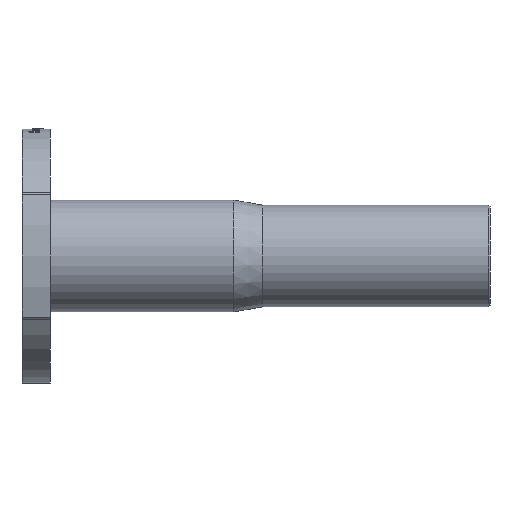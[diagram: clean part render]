
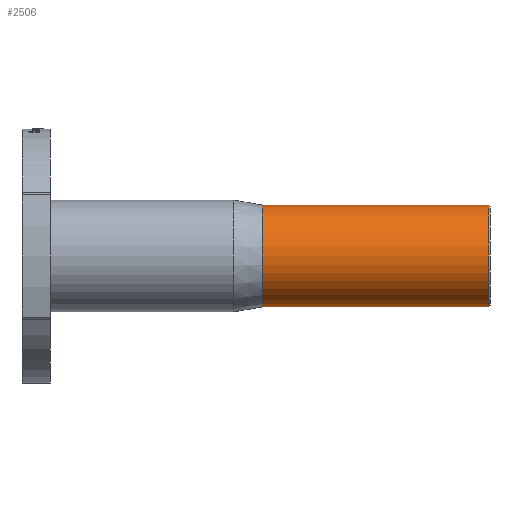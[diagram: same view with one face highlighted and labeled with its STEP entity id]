
A CAD part, left-side view. The second image highlights one B-rep face of the part: STEP entity #2506.
In plain terms, the highlighted cylindrical face has radius 2.5 mm (diameter 5 mm), a partial arc.
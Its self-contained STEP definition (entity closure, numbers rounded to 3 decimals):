
#40 = DIRECTION ( 'NONE',  ( 0., 0., -1. ) ) ;
#65 = CARTESIAN_POINT ( 'NONE',  ( 0., 0., 0. ) ) ;
#190 = FACE_OUTER_BOUND ( 'NONE', #381, .T. ) ;
#373 = EDGE_CURVE ( 'Defeature ausgef�hrt1_0+Defeature ausgef�hrt1_14+Defeature ausgef�hrt1_14+Defeature ausgef�hrt1_14', #415, #3832, #775, .T. ) ;
#374 = DIRECTION ( 'NONE',  ( 0., 0., 1. ) ) ;
#381 = EDGE_LOOP ( 'NONE', ( #1388, #1931, #464, #3997 ) ) ;
#397 = CIRCLE ( 'NONE', #2878, 2.5 ) ;
#415 = VERTEX_POINT ( 'NONE', #2239 ) ;
#464 = ORIENTED_EDGE ( 'NONE', *, *, #2874, .T. ) ;
#682 = CYLINDRICAL_SURFACE ( 'NONE', #3261, 2.5 ) ;
#749 = CARTESIAN_POINT ( 'NONE',  ( 0., -10.818, 2.5 ) ) ;
#775 = CIRCLE ( 'NONE', #1193, 2.5 ) ;
#950 = CARTESIAN_POINT ( 'NONE',  ( 0., -21.95, 0. ) ) ;
#988 = CARTESIAN_POINT ( 'NONE',  ( 0., -21.95, 2.5 ) ) ;
#1193 = AXIS2_PLACEMENT_3D ( 'NONE', #950, #3482, #40 ) ;
#1388 = ORIENTED_EDGE ( 'NONE', *, *, #2500, .F. ) ;
#1534 = LINE ( 'NONE', #3892, #1636 ) ;
#1626 = VERTEX_POINT ( 'NONE', #749 ) ;
#1631 = DIRECTION ( 'NONE',  ( 0., 0., 1. ) ) ;
#1636 = VECTOR ( 'NONE', #1960, 1000. ) ;
#1648 = VERTEX_POINT ( 'NONE', #1741 ) ;
#1741 = CARTESIAN_POINT ( 'NONE',  ( 0., -10.818, -2.5 ) ) ;
#1931 = ORIENTED_EDGE ( 'NONE', *, *, #373, .T. ) ;
#1960 = DIRECTION ( 'NONE',  ( 0., 1., 0. ) ) ;
#2239 = CARTESIAN_POINT ( 'NONE',  ( 0., -21.95, -2.5 ) ) ;
#2265 = CARTESIAN_POINT ( 'NONE',  ( 0., -10.818, 0. ) ) ;
#2335 = VECTOR ( 'NONE', #2802, 1000. ) ;
#2500 = EDGE_CURVE ( 'NONE', #415, #1648, #1534, .T. ) ;
#2506 = ADVANCED_FACE ( 'Defeature ausgef�hrt1_0', ( #190 ), #682, .T. ) ;
#2552 = LINE ( 'NONE', #2822, #2335 ) ;
#2802 = DIRECTION ( 'NONE',  ( 0., 1., 0. ) ) ;
#2822 = CARTESIAN_POINT ( 'NONE',  ( 0., 0., 2.5 ) ) ;
#2874 = EDGE_CURVE ( 'NONE', #3832, #1626, #2552, .T. ) ;
#2878 = AXIS2_PLACEMENT_3D ( 'NONE', #2265, #3612, #1631 ) ;
#3261 = AXIS2_PLACEMENT_3D ( 'NONE', #65, #3905, #374 ) ;
#3482 = DIRECTION ( 'NONE',  ( 0., 1., 0. ) ) ;
#3612 = DIRECTION ( 'NONE',  ( 0., 1., 0. ) ) ;
#3832 = VERTEX_POINT ( 'NONE', #988 ) ;
#3871 = EDGE_CURVE ( 'Defeature ausgef�hrt1_4+Defeature ausgef�hrt1_0+Defeature ausgef�hrt1_0+Defeature ausgef�hrt1_0', #1648, #1626, #397, .T. ) ;
#3892 = CARTESIAN_POINT ( 'NONE',  ( 0., 0., -2.5 ) ) ;
#3905 = DIRECTION ( 'NONE',  ( 0., 1., 0. ) ) ;
#3997 = ORIENTED_EDGE ( 'NONE', *, *, #3871, .F. ) ;
